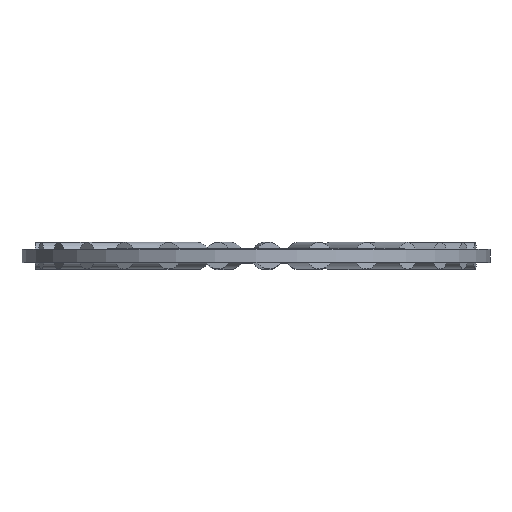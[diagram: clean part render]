
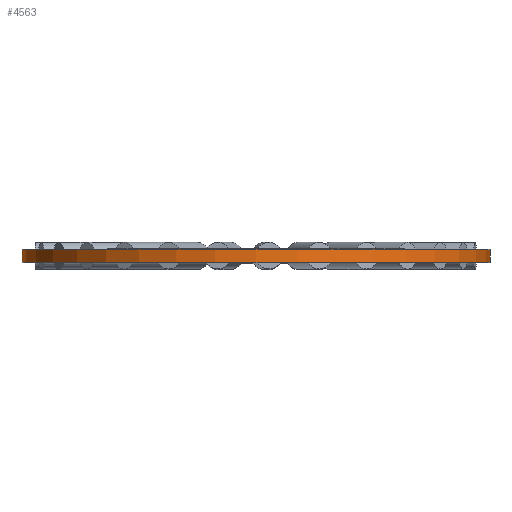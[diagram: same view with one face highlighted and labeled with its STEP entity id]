
A CAD part, top view. The second image highlights one B-rep face of the part: STEP entity #4563.
In plain terms, the highlighted cylindrical face has radius 17.5 mm (diameter 35 mm), a partial arc.
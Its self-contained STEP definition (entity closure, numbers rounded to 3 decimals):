
#32 = CARTESIAN_POINT ( 'NONE',  ( 0., 0.5, 0. ) ) ;
#235 = CARTESIAN_POINT ( 'NONE',  ( -17.5, 0.48, 0. ) ) ;
#376 = EDGE_CURVE ( 'NONE', #2019, #3730, #6315, .T. ) ;
#784 = VECTOR ( 'NONE', #3965, 1000. ) ;
#1096 = DIRECTION ( 'NONE',  ( 0., 1., 0. ) ) ;
#1145 = CARTESIAN_POINT ( 'NONE',  ( 0., -0.48, 0. ) ) ;
#1264 = EDGE_CURVE ( 'NONE', #2831, #6227, #5723, .T. ) ;
#1313 = CYLINDRICAL_SURFACE ( 'NONE', #6737, 17.5 ) ;
#1347 = DIRECTION ( 'NONE',  ( 0., 1., 0. ) ) ;
#1568 = EDGE_CURVE ( 'NONE', #2019, #2831, #2197, .T. ) ;
#1765 = FACE_OUTER_BOUND ( 'NONE', #2427, .T. ) ;
#2019 = VERTEX_POINT ( 'NONE', #2882 ) ;
#2197 = CIRCLE ( 'NONE', #7477, 17.5 ) ;
#2327 = ORIENTED_EDGE ( 'NONE', *, *, #1264, .T. ) ;
#2394 = CARTESIAN_POINT ( 'NONE',  ( 17.5, 0.48, 0. ) ) ;
#2427 = EDGE_LOOP ( 'NONE', ( #4982, #2327, #6277, #5793 ) ) ;
#2831 = VERTEX_POINT ( 'NONE', #6935 ) ;
#2882 = CARTESIAN_POINT ( 'NONE',  ( -17.5, -0.48, 0. ) ) ;
#3016 = CARTESIAN_POINT ( 'NONE',  ( 0., 0.48, 0. ) ) ;
#3394 = DIRECTION ( 'NONE',  ( -1., 0., 0. ) ) ;
#3520 = DIRECTION ( 'NONE',  ( -1., 0., 0. ) ) ;
#3549 = VECTOR ( 'NONE', #1347, 1000. ) ;
#3730 = VERTEX_POINT ( 'NONE', #235 ) ;
#3965 = DIRECTION ( 'NONE',  ( 0., 1., 0. ) ) ;
#4563 = ADVANCED_FACE ( 'NONE', ( #1765 ), #1313, .T. ) ;
#4653 = AXIS2_PLACEMENT_3D ( 'NONE', #3016, #7404, #4804 ) ;
#4718 = DIRECTION ( 'NONE',  ( 0., 1., 0. ) ) ;
#4804 = DIRECTION ( 'NONE',  ( -1., 0., 0. ) ) ;
#4856 = EDGE_CURVE ( 'NONE', #3730, #6227, #5302, .T. ) ;
#4982 = ORIENTED_EDGE ( 'NONE', *, *, #1568, .T. ) ;
#5302 = CIRCLE ( 'NONE', #4653, 17.5 ) ;
#5446 = CARTESIAN_POINT ( 'NONE',  ( 17.5, 0.5, 0. ) ) ;
#5723 = LINE ( 'NONE', #5446, #3549 ) ;
#5793 = ORIENTED_EDGE ( 'NONE', *, *, #376, .F. ) ;
#6227 = VERTEX_POINT ( 'NONE', #2394 ) ;
#6272 = CARTESIAN_POINT ( 'NONE',  ( -17.5, 0.5, 0. ) ) ;
#6277 = ORIENTED_EDGE ( 'NONE', *, *, #4856, .F. ) ;
#6315 = LINE ( 'NONE', #6272, #784 ) ;
#6737 = AXIS2_PLACEMENT_3D ( 'NONE', #32, #4718, #3520 ) ;
#6935 = CARTESIAN_POINT ( 'NONE',  ( 17.5, -0.48, 0. ) ) ;
#7404 = DIRECTION ( 'NONE',  ( 0., 1., 0. ) ) ;
#7477 = AXIS2_PLACEMENT_3D ( 'NONE', #1145, #1096, #3394 ) ;
